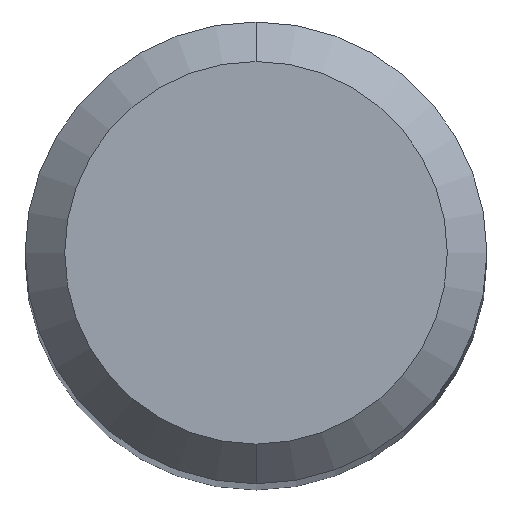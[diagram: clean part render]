
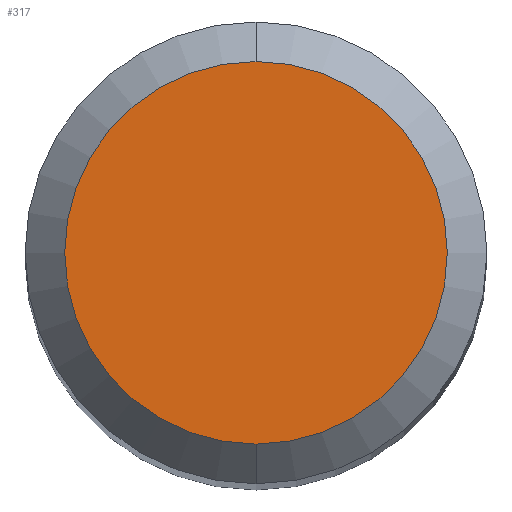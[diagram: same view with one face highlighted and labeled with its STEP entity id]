
A CAD part, top view. The second image highlights one B-rep face of the part: STEP entity #317.
In plain terms, the highlighted planar face has unit normal (0, 0, 1).
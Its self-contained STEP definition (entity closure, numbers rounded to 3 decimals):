
#167=EDGE_CURVE('',#171,#275,#385,.T.);
#171=VERTEX_POINT('',#390);
#177=EDGE_CURVE('',#275,#171,#396,.T.);
#275=VERTEX_POINT('',#507);
#317=ADVANCED_FACE('',(#556),#557,.T.);
#385=CIRCLE('',#632,1.45);
#390=CARTESIAN_POINT('',(0.0,1.45,0.));
#396=CIRCLE('',#646,1.45);
#507=CARTESIAN_POINT('',(0.,-1.45,0.));
#556=FACE_OUTER_BOUND('',#851,.T.);
#557=PLANE('',#852);
#632=AXIS2_PLACEMENT_3D('',#911,#912,#913);
#646=AXIS2_PLACEMENT_3D('',#923,#924,#925);
#851=EDGE_LOOP('',(#1139,#1140));
#852=AXIS2_PLACEMENT_3D('',#1141,#1142,#1143);
#911=CARTESIAN_POINT('',(0.0,0.0,0.));
#912=DIRECTION('',(0.0,0.0,-1.0));
#913=DIRECTION('',(0.0,1.0,0.0));
#923=CARTESIAN_POINT('',(0.0,0.0,0.));
#924=DIRECTION('',(0.0,0.0,-1.0));
#925=DIRECTION('',(0.0,1.0,0.0));
#1139=ORIENTED_EDGE('',*,*,#167,.F.);
#1140=ORIENTED_EDGE('',*,*,#177,.F.);
#1141=CARTESIAN_POINT('',(0.0,0.725,0.));
#1142=DIRECTION('',(-0.0,0.0,1.0));
#1143=DIRECTION('',(0.0,-1.0,0.0));
